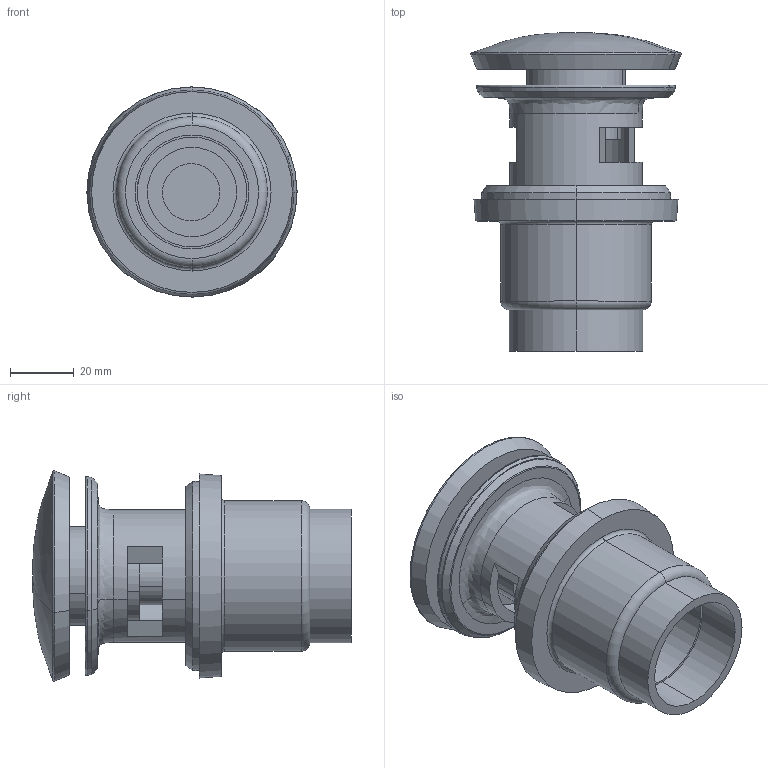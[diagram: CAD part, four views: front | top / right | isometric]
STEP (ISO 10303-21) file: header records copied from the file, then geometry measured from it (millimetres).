
FILE_DESCRIPTION (( 'STEP AP203' ), '1' );
FILE_NAME ('AAZ312252.STEP', '2025-07-28T09:58:30', ( '' ), ( '' ), 'SwSTEP 2.0', 'SolidWorks 2021', '' );
FILE_SCHEMA (( 'CONFIG_CONTROL_DESIGN' ));
Length unit declared in the file: millimetre
Products named in the file (3): AAZ312252; AAZ312252_1; AAZ312252_2
Assembly tree (2 placements, depth 2):
  AAZ312252
    AAZ312252_2
    AAZ312252_1
Bounding box: 65.96 x 100 x 65.96 mm (x, y, z)
Volume: 119038.2 mm3; surface area: 47886.5 mm2
Topology: 2 solids, 2 shells, 70 faces, 160 edges, 97 vertices
Faces by surface type: cylinder 20, plane 20, cone 14, torus 12, bspline 4
Entity records: 2347 total; most frequent: CARTESIAN_POINT 402, DIRECTION 396, ORIENTED_EDGE 316, AXIS2_PLACEMENT_3D 171, EDGE_CURVE 158, CIRCLE 100, VERTEX_POINT 97, EDGE_LOOP 81
